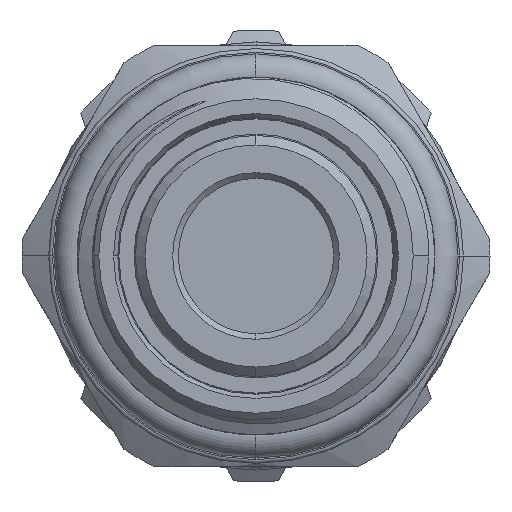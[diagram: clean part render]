
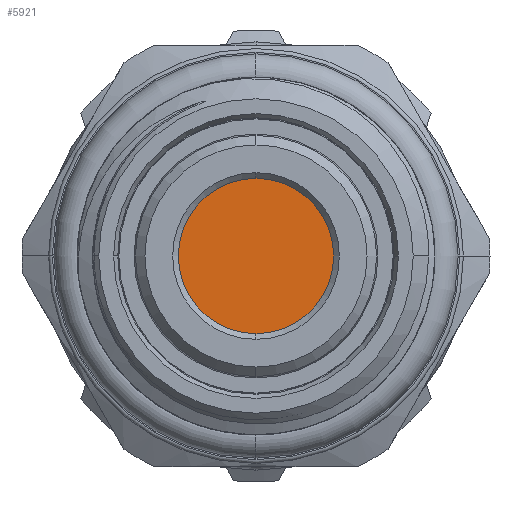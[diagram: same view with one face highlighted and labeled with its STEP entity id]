
A CAD part, left-side view. The second image highlights one B-rep face of the part: STEP entity #5921.
In plain terms, the highlighted planar face has unit normal (-1, 0, 0).
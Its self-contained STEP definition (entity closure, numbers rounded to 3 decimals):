
#345 = VERTEX_POINT ( 'NONE', #8524 ) ;
#409 = CIRCLE ( 'NONE', #483, 4.09 ) ;
#483 = AXIS2_PLACEMENT_3D ( 'NONE', #1748, #5256, #2421 ) ;
#811 = CARTESIAN_POINT ( 'NONE',  ( 4.591, 0., 0. ) ) ;
#1246 = ORIENTED_EDGE ( 'NONE', *, *, #4552, .T. ) ;
#1248 = DIRECTION ( 'NONE',  ( 0., 0., 1. ) ) ;
#1748 = CARTESIAN_POINT ( 'NONE',  ( 4.591, 0., 0. ) ) ;
#1998 = AXIS2_PLACEMENT_3D ( 'NONE', #811, #7669, #7647 ) ;
#2165 = CIRCLE ( 'NONE', #8981, 4.09 ) ;
#2421 = DIRECTION ( 'NONE',  ( 0., 0., 1. ) ) ;
#3273 = CARTESIAN_POINT ( 'NONE',  ( 4.591, 0., 0. ) ) ;
#3605 = PLANE ( 'NONE',  #1998 ) ;
#4552 = EDGE_CURVE ( 'NONE', #345, #5270, #2165, .T. ) ;
#5212 = CARTESIAN_POINT ( 'NONE',  ( 4.591, 0., -4.09 ) ) ;
#5256 = DIRECTION ( 'NONE',  ( -1., 0., 0. ) ) ;
#5270 = VERTEX_POINT ( 'NONE', #5212 ) ;
#5349 = DIRECTION ( 'NONE',  ( -1., 0., 0. ) ) ;
#5921 = ADVANCED_FACE ( 'NONE', ( #8682 ), #3605, .T. ) ;
#5939 = ORIENTED_EDGE ( 'NONE', *, *, #6111, .T. ) ;
#6111 = EDGE_CURVE ( 'NONE', #5270, #345, #409, .T. ) ;
#6785 = EDGE_LOOP ( 'NONE', ( #1246, #5939 ) ) ;
#7647 = DIRECTION ( 'NONE',  ( 0., 0., 1. ) ) ;
#7669 = DIRECTION ( 'NONE',  ( -1., 0., 0. ) ) ;
#8524 = CARTESIAN_POINT ( 'NONE',  ( 4.591, 0., 4.09 ) ) ;
#8682 = FACE_OUTER_BOUND ( 'NONE', #6785, .T. ) ;
#8981 = AXIS2_PLACEMENT_3D ( 'NONE', #3273, #5349, #1248 ) ;
